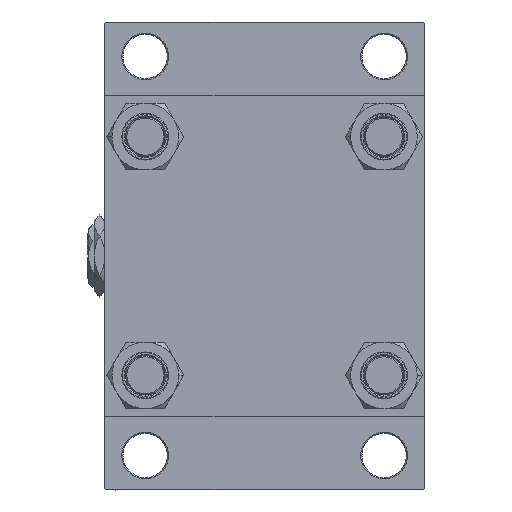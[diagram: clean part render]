
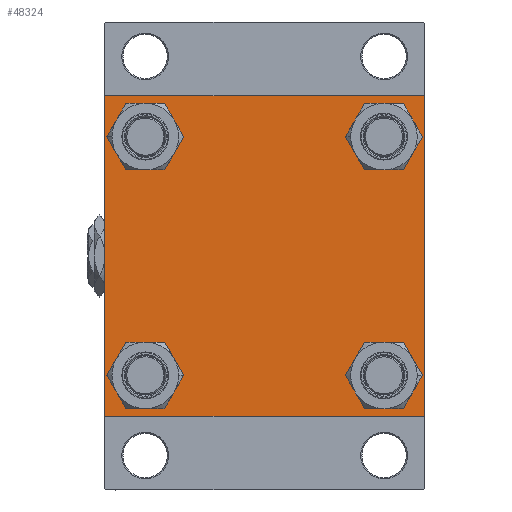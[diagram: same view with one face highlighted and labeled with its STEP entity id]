
A CAD part, left-side view. The second image highlights one B-rep face of the part: STEP entity #48324.
In plain terms, the highlighted planar face has unit normal (-1, 0, 0).
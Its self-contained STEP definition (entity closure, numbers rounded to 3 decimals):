
#86 = CARTESIAN_POINT ( 'NONE',  ( 0., -48.45, -48.45 ) ) ;
#123 = VERTEX_POINT ( 'NONE', #45285 ) ;
#402 = EDGE_CURVE ( 'NONE', #28659, #21728, #14074, .T. ) ;
#793 = LINE ( 'NONE', #24440, #19028 ) ;
#1404 = LINE ( 'NONE', #16936, #28669 ) ;
#1514 = CARTESIAN_POINT ( 'NONE',  ( 0., 64.5, 65. ) ) ;
#1912 = CARTESIAN_POINT ( 'NONE',  ( 0., 48.45, 39.95 ) ) ;
#2147 = AXIS2_PLACEMENT_3D ( 'NONE', #50308, #19502, #11865 ) ;
#2493 = CARTESIAN_POINT ( 'NONE',  ( 0., 48.45, -48.45 ) ) ;
#2578 = CARTESIAN_POINT ( 'NONE',  ( 0., -48.45, 48.45 ) ) ;
#2580 = EDGE_CURVE ( 'NONE', #48768, #35312, #793, .T. ) ;
#2642 = CARTESIAN_POINT ( 'NONE',  ( 0., 0., 0. ) ) ;
#3412 = ORIENTED_EDGE ( 'NONE', *, *, #16088, .T. ) ;
#4102 = VERTEX_POINT ( 'NONE', #14131 ) ;
#4227 = EDGE_LOOP ( 'NONE', ( #45704, #16481 ) ) ;
#4876 = VERTEX_POINT ( 'NONE', #15184 ) ;
#5068 = CARTESIAN_POINT ( 'NONE',  ( 0., -48.45, -39.95 ) ) ;
#5318 = CIRCLE ( 'NONE', #15050, 8.5 ) ;
#5417 = DIRECTION ( 'NONE',  ( 0., -0.707, -0.707 ) ) ;
#6279 = CARTESIAN_POINT ( 'NONE',  ( 0., 48.45, -48.45 ) ) ;
#7279 = AXIS2_PLACEMENT_3D ( 'NONE', #6279, #10358, #18482 ) ;
#7719 = DIRECTION ( 'NONE',  ( 1., 0., 0. ) ) ;
#8232 = DIRECTION ( 'NONE',  ( 1., 0., 0. ) ) ;
#8737 = EDGE_CURVE ( 'NONE', #4102, #48768, #8987, .T. ) ;
#8873 = VECTOR ( 'NONE', #34016, 1000. ) ;
#8987 = LINE ( 'NONE', #27839, #14285 ) ;
#9334 = ORIENTED_EDGE ( 'NONE', *, *, #2580, .T. ) ;
#9965 = DIRECTION ( 'NONE',  ( 0., -1., 0. ) ) ;
#10170 = EDGE_CURVE ( 'NONE', #50096, #25895, #38708, .T. ) ;
#10350 = CARTESIAN_POINT ( 'NONE',  ( 0., -64.75, -64.75 ) ) ;
#10358 = DIRECTION ( 'NONE',  ( 1., 0., 0. ) ) ;
#10502 = ORIENTED_EDGE ( 'NONE', *, *, #24418, .F. ) ;
#10546 = DIRECTION ( 'NONE',  ( 0., 0., 1. ) ) ;
#10805 = EDGE_CURVE ( 'NONE', #21728, #28659, #26569, .T. ) ;
#11142 = ORIENTED_EDGE ( 'NONE', *, *, #48600, .T. ) ;
#11865 = DIRECTION ( 'NONE',  ( 0., 0., 1. ) ) ;
#12699 = EDGE_LOOP ( 'NONE', ( #11142, #3412 ) ) ;
#13419 = LINE ( 'NONE', #49041, #8873 ) ;
#13561 = VERTEX_POINT ( 'NONE', #45596 ) ;
#13649 = VERTEX_POINT ( 'NONE', #1514 ) ;
#13670 = CARTESIAN_POINT ( 'NONE',  ( 0., -65., -64.5 ) ) ;
#13780 = LINE ( 'NONE', #44839, #46886 ) ;
#14074 = CIRCLE ( 'NONE', #20583, 8.5 ) ;
#14106 = FACE_BOUND ( 'NONE', #25578, .T. ) ;
#14131 = CARTESIAN_POINT ( 'NONE',  ( 0., 65., -64.5 ) ) ;
#14285 = VECTOR ( 'NONE', #5417, 1000. ) ;
#14564 = CIRCLE ( 'NONE', #7279, 8.5 ) ;
#14608 = DIRECTION ( 'NONE',  ( -1., 0., 0. ) ) ;
#14855 = FACE_OUTER_BOUND ( 'NONE', #49055, .T. ) ;
#15050 = AXIS2_PLACEMENT_3D ( 'NONE', #2578, #37211, #48667 ) ;
#15184 = CARTESIAN_POINT ( 'NONE',  ( 0., 48.45, -39.95 ) ) ;
#15604 = EDGE_CURVE ( 'NONE', #26284, #20203, #29086, .T. ) ;
#15980 = LINE ( 'NONE', #16231, #19376 ) ;
#16088 = EDGE_CURVE ( 'NONE', #41431, #48170, #25906, .T. ) ;
#16231 = CARTESIAN_POINT ( 'NONE',  ( 0., 65., 65. ) ) ;
#16481 = ORIENTED_EDGE ( 'NONE', *, *, #10805, .T. ) ;
#16936 = CARTESIAN_POINT ( 'NONE',  ( 0., 64.75, 64.75 ) ) ;
#17101 = CARTESIAN_POINT ( 'NONE',  ( 0., 48.45, 56.95 ) ) ;
#17702 = VECTOR ( 'NONE', #41905, 1000. ) ;
#17822 = CARTESIAN_POINT ( 'NONE',  ( 0., -48.45, 48.45 ) ) ;
#18482 = DIRECTION ( 'NONE',  ( 0., 0., 1. ) ) ;
#18571 = AXIS2_PLACEMENT_3D ( 'NONE', #49721, #7719, #19923 ) ;
#19028 = VECTOR ( 'NONE', #31335, 1000. ) ;
#19376 = VECTOR ( 'NONE', #24357, 1000. ) ;
#19502 = DIRECTION ( 'NONE',  ( 1., 0., 0. ) ) ;
#19923 = DIRECTION ( 'NONE',  ( 0., 0., 1. ) ) ;
#20203 = VERTEX_POINT ( 'NONE', #13670 ) ;
#20296 = EDGE_CURVE ( 'NONE', #4876, #123, #14564, .T. ) ;
#20583 = AXIS2_PLACEMENT_3D ( 'NONE', #86, #8232, #27573 ) ;
#21040 = AXIS2_PLACEMENT_3D ( 'NONE', #17822, #41497, #40996 ) ;
#21728 = VERTEX_POINT ( 'NONE', #36226 ) ;
#22292 = ORIENTED_EDGE ( 'NONE', *, *, #10170, .T. ) ;
#22344 = ORIENTED_EDGE ( 'NONE', *, *, #15604, .F. ) ;
#23994 = AXIS2_PLACEMENT_3D ( 'NONE', #2642, #14608, #10546 ) ;
#24357 = DIRECTION ( 'NONE',  ( 0., 0., -1. ) ) ;
#24418 = EDGE_CURVE ( 'NONE', #13649, #13561, #13780, .T. ) ;
#24440 = CARTESIAN_POINT ( 'NONE',  ( 0., 65., -65. ) ) ;
#25026 = CIRCLE ( 'NONE', #18571, 8.5 ) ;
#25578 = EDGE_LOOP ( 'NONE', ( #37866, #22292 ) ) ;
#25895 = VERTEX_POINT ( 'NONE', #17101 ) ;
#25906 = CIRCLE ( 'NONE', #21040, 8.5 ) ;
#25909 = DIRECTION ( 'NONE',  ( 1., 0., 0. ) ) ;
#26057 = FACE_BOUND ( 'NONE', #37542, .T. ) ;
#26108 = LINE ( 'NONE', #10350, #17702 ) ;
#26284 = VERTEX_POINT ( 'NONE', #30946 ) ;
#26569 = CIRCLE ( 'NONE', #2147, 8.5 ) ;
#27336 = AXIS2_PLACEMENT_3D ( 'NONE', #31289, #48519, #46826 ) ;
#27573 = DIRECTION ( 'NONE',  ( 0., 0., 1. ) ) ;
#27839 = CARTESIAN_POINT ( 'NONE',  ( 0., 64.75, -64.75 ) ) ;
#28427 = AXIS2_PLACEMENT_3D ( 'NONE', #2493, #25909, #48587 ) ;
#28659 = VERTEX_POINT ( 'NONE', #5068 ) ;
#28669 = VECTOR ( 'NONE', #32454, 1000. ) ;
#29086 = LINE ( 'NONE', #36979, #43768 ) ;
#29547 = ORIENTED_EDGE ( 'NONE', *, *, #34996, .T. ) ;
#29924 = CARTESIAN_POINT ( 'NONE',  ( 0., -64.5, -65. ) ) ;
#30074 = EDGE_CURVE ( 'NONE', #35312, #20203, #26108, .T. ) ;
#30387 = FACE_BOUND ( 'NONE', #4227, .T. ) ;
#30946 = CARTESIAN_POINT ( 'NONE',  ( 0., -65., 64.5 ) ) ;
#31092 = EDGE_CURVE ( 'NONE', #46894, #4102, #15980, .T. ) ;
#31289 = CARTESIAN_POINT ( 'NONE',  ( 0., 48.45, 48.45 ) ) ;
#31335 = DIRECTION ( 'NONE',  ( 0., -1., 0. ) ) ;
#31467 = EDGE_CURVE ( 'NONE', #25895, #50096, #25026, .T. ) ;
#32454 = DIRECTION ( 'NONE',  ( 0., 0.707, -0.707 ) ) ;
#33205 = EDGE_CURVE ( 'NONE', #26284, #13561, #13419, .T. ) ;
#33441 = FACE_BOUND ( 'NONE', #12699, .T. ) ;
#33625 = ORIENTED_EDGE ( 'NONE', *, *, #20296, .T. ) ;
#34016 = DIRECTION ( 'NONE',  ( 0., 0.707, 0.707 ) ) ;
#34863 = ORIENTED_EDGE ( 'NONE', *, *, #30074, .T. ) ;
#34996 = EDGE_CURVE ( 'NONE', #123, #4876, #43873, .T. ) ;
#35312 = VERTEX_POINT ( 'NONE', #29924 ) ;
#35555 = CARTESIAN_POINT ( 'NONE',  ( 0., 65., 64.5 ) ) ;
#36226 = CARTESIAN_POINT ( 'NONE',  ( 0., -48.45, -56.95 ) ) ;
#36943 = ORIENTED_EDGE ( 'NONE', *, *, #33205, .T. ) ;
#36979 = CARTESIAN_POINT ( 'NONE',  ( 0., -65., 65. ) ) ;
#37211 = DIRECTION ( 'NONE',  ( 1., 0., 0. ) ) ;
#37542 = EDGE_LOOP ( 'NONE', ( #33625, #29547 ) ) ;
#37866 = ORIENTED_EDGE ( 'NONE', *, *, #31467, .T. ) ;
#38708 = CIRCLE ( 'NONE', #27336, 8.5 ) ;
#40539 = CARTESIAN_POINT ( 'NONE',  ( 0., -48.45, 39.95 ) ) ;
#40595 = CARTESIAN_POINT ( 'NONE',  ( 0., -48.45, 56.95 ) ) ;
#40996 = DIRECTION ( 'NONE',  ( 0., 0., 1. ) ) ;
#41431 = VERTEX_POINT ( 'NONE', #40539 ) ;
#41497 = DIRECTION ( 'NONE',  ( 1., 0., 0. ) ) ;
#41905 = DIRECTION ( 'NONE',  ( 0., -0.707, 0.707 ) ) ;
#42965 = ORIENTED_EDGE ( 'NONE', *, *, #8737, .T. ) ;
#43768 = VECTOR ( 'NONE', #44625, 1000. ) ;
#43873 = CIRCLE ( 'NONE', #28427, 8.5 ) ;
#44010 = ORIENTED_EDGE ( 'NONE', *, *, #45435, .T. ) ;
#44625 = DIRECTION ( 'NONE',  ( 0., 0., -1. ) ) ;
#44839 = CARTESIAN_POINT ( 'NONE',  ( 0., 65., 65. ) ) ;
#45166 = PLANE ( 'NONE',  #23994 ) ;
#45285 = CARTESIAN_POINT ( 'NONE',  ( 0., 48.45, -56.95 ) ) ;
#45435 = EDGE_CURVE ( 'NONE', #13649, #46894, #1404, .T. ) ;
#45596 = CARTESIAN_POINT ( 'NONE',  ( 0., -64.5, 65. ) ) ;
#45704 = ORIENTED_EDGE ( 'NONE', *, *, #402, .T. ) ;
#46608 = CARTESIAN_POINT ( 'NONE',  ( 0., 64.5, -65. ) ) ;
#46826 = DIRECTION ( 'NONE',  ( 0., 0., 1. ) ) ;
#46886 = VECTOR ( 'NONE', #9965, 1000. ) ;
#46894 = VERTEX_POINT ( 'NONE', #35555 ) ;
#47510 = ORIENTED_EDGE ( 'NONE', *, *, #31092, .T. ) ;
#48170 = VERTEX_POINT ( 'NONE', #40595 ) ;
#48324 = ADVANCED_FACE ( 'NONE', ( #33441, #30387, #26057, #14106, #14855 ), #45166, .T. ) ;
#48519 = DIRECTION ( 'NONE',  ( 1., 0., 0. ) ) ;
#48587 = DIRECTION ( 'NONE',  ( 0., 0., 1. ) ) ;
#48600 = EDGE_CURVE ( 'NONE', #48170, #41431, #5318, .T. ) ;
#48667 = DIRECTION ( 'NONE',  ( 0., 0., 1. ) ) ;
#48768 = VERTEX_POINT ( 'NONE', #46608 ) ;
#49041 = CARTESIAN_POINT ( 'NONE',  ( 0., -64.75, 64.75 ) ) ;
#49055 = EDGE_LOOP ( 'NONE', ( #47510, #42965, #9334, #34863, #22344, #36943, #10502, #44010 ) ) ;
#49721 = CARTESIAN_POINT ( 'NONE',  ( 0., 48.45, 48.45 ) ) ;
#50096 = VERTEX_POINT ( 'NONE', #1912 ) ;
#50308 = CARTESIAN_POINT ( 'NONE',  ( 0., -48.45, -48.45 ) ) ;
